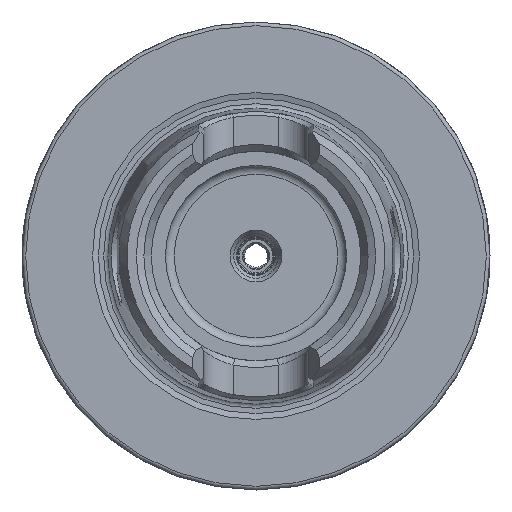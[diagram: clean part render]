
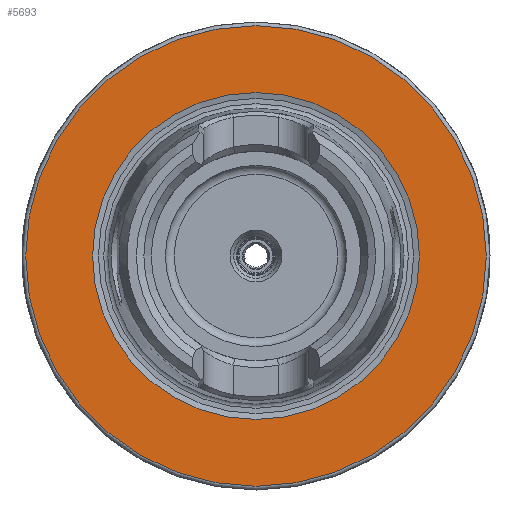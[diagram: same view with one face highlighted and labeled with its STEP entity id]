
A CAD part, left-side view. The second image highlights one B-rep face of the part: STEP entity #5693.
In plain terms, the highlighted planar face has unit normal (-1, 0, 0).
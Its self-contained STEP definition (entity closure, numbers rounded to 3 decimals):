
#5659=CARTESIAN_POINT('',(0.0,22.,0.0));
#5660=VERTEX_POINT('',#5659);
#5661=CARTESIAN_POINT('',(0.0,0.,0.0));
#5662=DIRECTION('',(1.0,0.0,0.0));
#5663=DIRECTION('',(0.0,1.0,0.0));
#5664=AXIS2_PLACEMENT_3D('',#5661,#5662,#5663);
#5665=CIRCLE('',#5664,22.);
#5666=EDGE_CURVE('',#5660,#5660,#5665,.T.);
#5674=CARTESIAN_POINT('',(0.0,26.5,0.0));
#5675=DIRECTION('',(-1.0,0.0,0.0));
#5676=DIRECTION('',(0.0,0.0,1.0));
#5677=AXIS2_PLACEMENT_3D('',#5674,#5675,#5676);
#5678=PLANE('',#5677);
#5679=CARTESIAN_POINT('',(0.0,31.,0.0));
#5680=VERTEX_POINT('',#5679);
#5681=CARTESIAN_POINT('',(0.0,0.,0.0));
#5682=DIRECTION('',(1.0,0.0,0.0));
#5683=DIRECTION('',(0.0,1.0,0.0));
#5684=AXIS2_PLACEMENT_3D('',#5681,#5682,#5683);
#5685=CIRCLE('',#5684,31.);
#5686=EDGE_CURVE('',#5680,#5680,#5685,.T.);
#5687=ORIENTED_EDGE('',*,*,#5686,.F.);
#5688=EDGE_LOOP('',(#5687));
#5689=FACE_OUTER_BOUND('',#5688,.T.);
#5690=ORIENTED_EDGE('',*,*,#5666,.T.);
#5691=EDGE_LOOP('',(#5690));
#5692=FACE_BOUND('',#5691,.T.);
#5693=ADVANCED_FACE('',(#5689,#5692),#5678,.T.);
